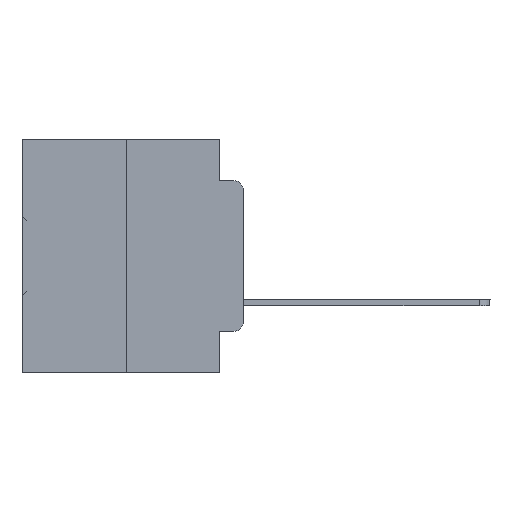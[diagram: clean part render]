
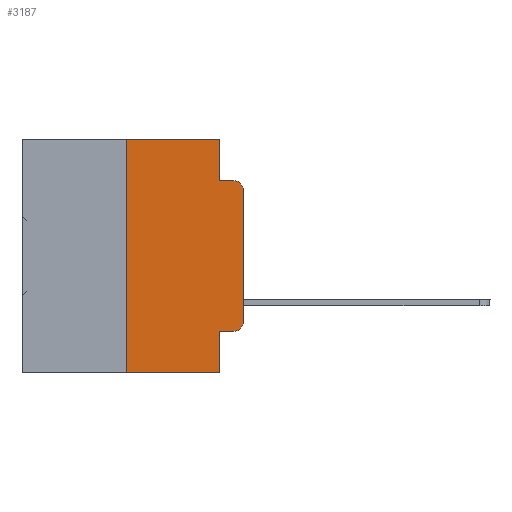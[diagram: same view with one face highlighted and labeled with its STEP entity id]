
A CAD part, left-side view. The second image highlights one B-rep face of the part: STEP entity #3187.
In plain terms, the highlighted planar face has unit normal (-1, 0, 0).
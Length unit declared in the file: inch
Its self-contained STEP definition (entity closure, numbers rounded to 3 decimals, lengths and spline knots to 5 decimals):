
#409 = EDGE_CURVE ( 'NONE', #9018, #10776, #25765, .T. ) ;
#1204 = VECTOR ( 'NONE', #15499, 39.37008 ) ;
#1257 = EDGE_CURVE ( 'NONE', #11797, #17641, #29232, .T. ) ;
#1704 = CARTESIAN_POINT ( 'NONE',  ( 0., 0.25, 0. ) ) ;
#1780 = VECTOR ( 'NONE', #7411, 39.37008 ) ;
#3168 = CARTESIAN_POINT ( 'NONE',  ( 0., 0.25, -0.5 ) ) ;
#3187 = ADVANCED_FACE ( 'NONE', ( #27783 ), #6933, .F. ) ;
#3404 = CARTESIAN_POINT ( 'NONE',  ( 0., 0.051, 0. ) ) ;
#3420 = DIRECTION ( 'NONE',  ( 0., 0., -1. ) ) ;
#3889 = CARTESIAN_POINT ( 'NONE',  ( 0., 0.473, 0. ) ) ;
#4301 = VERTEX_POINT ( 'NONE', #1704 ) ;
#4325 = VECTOR ( 'NONE', #25638, 39.37008 ) ;
#4402 = LINE ( 'NONE', #7981, #1780 ) ;
#4668 = DIRECTION ( 'NONE',  ( 0., -1., 0. ) ) ;
#5695 = CARTESIAN_POINT ( 'NONE',  ( 0., 0., -0.3915 ) ) ;
#5762 = EDGE_CURVE ( 'NONE', #33409, #7435, #32371, .T. ) ;
#6642 = ORIENTED_EDGE ( 'NONE', *, *, #409, .T. ) ;
#6933 = PLANE ( 'NONE',  #8506 ) ;
#7411 = DIRECTION ( 'NONE',  ( 0., 0., -1. ) ) ;
#7435 = VERTEX_POINT ( 'NONE', #5695 ) ;
#7601 = CARTESIAN_POINT ( 'NONE',  ( 0., 0.051, -0.0885 ) ) ;
#7981 = CARTESIAN_POINT ( 'NONE',  ( 0., 0.051, 0. ) ) ;
#8030 = CARTESIAN_POINT ( 'NONE',  ( 0., 0.051, -0.4115 ) ) ;
#8506 = AXIS2_PLACEMENT_3D ( 'NONE', #21956, #32663, #10334 ) ;
#9018 = VERTEX_POINT ( 'NONE', #33838 ) ;
#9081 = VERTEX_POINT ( 'NONE', #3404 ) ;
#9447 = ORIENTED_EDGE ( 'NONE', *, *, #20078, .T. ) ;
#10218 = AXIS2_PLACEMENT_3D ( 'NONE', #34961, #19925, #34770 ) ;
#10291 = ORIENTED_EDGE ( 'NONE', *, *, #36389, .F. ) ;
#10334 = DIRECTION ( 'NONE',  ( 0., 0., -1. ) ) ;
#10389 = ORIENTED_EDGE ( 'NONE', *, *, #26897, .T. ) ;
#10776 = VERTEX_POINT ( 'NONE', #29054 ) ;
#10979 = VECTOR ( 'NONE', #33295, 39.37008 ) ;
#11239 = ORIENTED_EDGE ( 'NONE', *, *, #5762, .T. ) ;
#11797 = VERTEX_POINT ( 'NONE', #3168 ) ;
#12278 = LINE ( 'NONE', #31635, #15300 ) ;
#13004 = VECTOR ( 'NONE', #13430, 39.37008 ) ;
#13409 = CARTESIAN_POINT ( 'NONE',  ( 0., 0., 0. ) ) ;
#13430 = DIRECTION ( 'NONE',  ( 0., -1., 0. ) ) ;
#14192 = CARTESIAN_POINT ( 'NONE',  ( 0., 0.051, 0. ) ) ;
#15060 = CARTESIAN_POINT ( 'NONE',  ( 0., 0.051, -0.5 ) ) ;
#15269 = DIRECTION ( 'NONE',  ( -1., 0., 0. ) ) ;
#15300 = VECTOR ( 'NONE', #35005, 39.37008 ) ;
#15367 = DIRECTION ( 'NONE',  ( 0., -1., 0. ) ) ;
#15499 = DIRECTION ( 'NONE',  ( 0., -1., 0. ) ) ;
#15759 = EDGE_CURVE ( 'NONE', #37114, #10776, #16429, .T. ) ;
#16429 = LINE ( 'NONE', #7601, #13004 ) ;
#16619 = VERTEX_POINT ( 'NONE', #8030 ) ;
#17166 = LINE ( 'NONE', #14192, #4325 ) ;
#17365 = AXIS2_PLACEMENT_3D ( 'NONE', #35344, #15269, #3420 ) ;
#17591 = CARTESIAN_POINT ( 'NONE',  ( 0., 0.473, -0.5 ) ) ;
#17641 = VERTEX_POINT ( 'NONE', #15060 ) ;
#17885 = ORIENTED_EDGE ( 'NONE', *, *, #22208, .F. ) ;
#18180 = LINE ( 'NONE', #3889, #34162 ) ;
#18954 = ORIENTED_EDGE ( 'NONE', *, *, #15759, .F. ) ;
#19215 = LINE ( 'NONE', #13409, #10979 ) ;
#19925 = DIRECTION ( 'NONE',  ( -1., 0., 0. ) ) ;
#20078 = EDGE_CURVE ( 'NONE', #16619, #33409, #36590, .T. ) ;
#21020 = CARTESIAN_POINT ( 'NONE',  ( 0., 0.02, -0.4115 ) ) ;
#21956 = CARTESIAN_POINT ( 'NONE',  ( 0., 0.473, 0. ) ) ;
#22085 = ORIENTED_EDGE ( 'NONE', *, *, #1257, .T. ) ;
#22208 = EDGE_CURVE ( 'NONE', #16619, #17641, #4402, .T. ) ;
#23086 = ORIENTED_EDGE ( 'NONE', *, *, #29274, .F. ) ;
#25126 = EDGE_CURVE ( 'NONE', #9081, #37114, #17166, .T. ) ;
#25330 = CARTESIAN_POINT ( 'NONE',  ( 0., 0.051, -0.4115 ) ) ;
#25638 = DIRECTION ( 'NONE',  ( 0., 0., -1. ) ) ;
#25765 = CIRCLE ( 'NONE', #17365, 0.02 ) ;
#26897 = EDGE_CURVE ( 'NONE', #7435, #9018, #19215, .T. ) ;
#27783 = FACE_OUTER_BOUND ( 'NONE', #33688, .T. ) ;
#27802 = CARTESIAN_POINT ( 'NONE',  ( 0., 0.051, -0.0885 ) ) ;
#29054 = CARTESIAN_POINT ( 'NONE',  ( 0., 0.02, -0.0885 ) ) ;
#29232 = LINE ( 'NONE', #17591, #1204 ) ;
#29274 = EDGE_CURVE ( 'NONE', #4301, #9081, #18180, .T. ) ;
#29818 = ORIENTED_EDGE ( 'NONE', *, *, #25126, .F. ) ;
#31635 = CARTESIAN_POINT ( 'NONE',  ( 0., 0.25, 0. ) ) ;
#32371 = CIRCLE ( 'NONE', #10218, 0.02 ) ;
#32663 = DIRECTION ( 'NONE',  ( 1., 0., 0. ) ) ;
#32834 = VECTOR ( 'NONE', #4668, 39.37008 ) ;
#33295 = DIRECTION ( 'NONE',  ( 0., 0., 1. ) ) ;
#33409 = VERTEX_POINT ( 'NONE', #21020 ) ;
#33688 = EDGE_LOOP ( 'NONE', ( #10389, #6642, #18954, #29818, #23086, #10291, #22085, #17885, #9447, #11239 ) ) ;
#33838 = CARTESIAN_POINT ( 'NONE',  ( 0., 0., -0.1085 ) ) ;
#34162 = VECTOR ( 'NONE', #15367, 39.37008 ) ;
#34770 = DIRECTION ( 'NONE',  ( 0., 0., -1. ) ) ;
#34961 = CARTESIAN_POINT ( 'NONE',  ( 0., 0.02, -0.3915 ) ) ;
#35005 = DIRECTION ( 'NONE',  ( 0., 0., 1. ) ) ;
#35344 = CARTESIAN_POINT ( 'NONE',  ( 0., 0.02, -0.1085 ) ) ;
#36389 = EDGE_CURVE ( 'NONE', #11797, #4301, #12278, .T. ) ;
#36590 = LINE ( 'NONE', #25330, #32834 ) ;
#37114 = VERTEX_POINT ( 'NONE', #27802 ) ;
